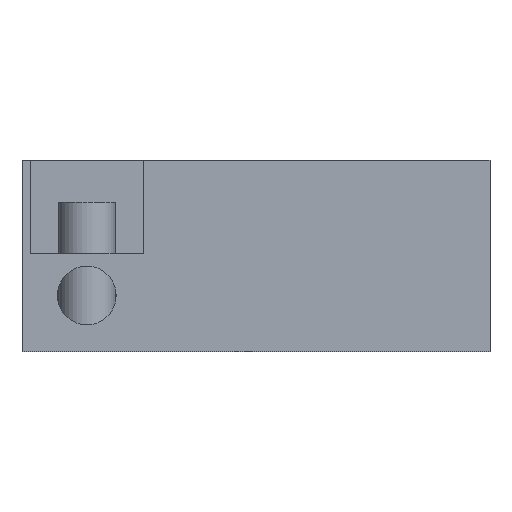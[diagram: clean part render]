
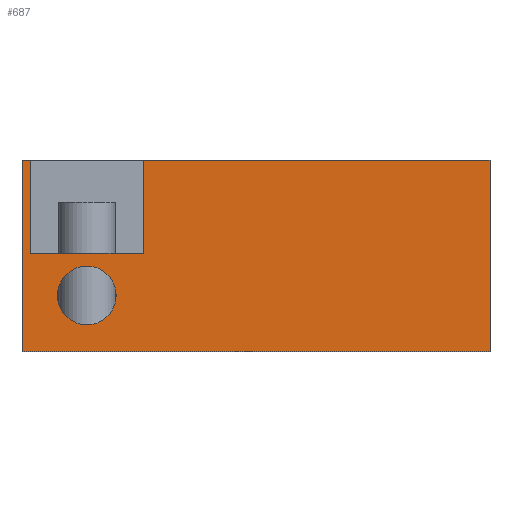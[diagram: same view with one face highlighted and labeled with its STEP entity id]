
A CAD part, front view. The second image highlights one B-rep face of the part: STEP entity #687.
In plain terms, the highlighted planar face has unit normal (0, -1, 0).
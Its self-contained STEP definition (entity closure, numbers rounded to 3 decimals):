
#114=CARTESIAN_POINT('',(1060.085,-302.833,26.676));
#115=VERTEX_POINT('',#114);
#122=CARTESIAN_POINT('',(1121.585,-302.833,26.676));
#123=VERTEX_POINT('',#122);
#124=CARTESIAN_POINT('',(1121.585,-302.833,26.676));
#125=DIRECTION('',(-1.,0.,-0.));
#126=VECTOR('',#125,61.5);
#127=LINE('',#124,#126);
#128=EDGE_CURVE('',#123,#115,#127,.T.);
#245=CARTESIAN_POINT('',(1040.085,-302.833,26.676));
#246=VERTEX_POINT('',#245);
#247=CARTESIAN_POINT('',(1040.085,-302.833,10.176));
#248=VERTEX_POINT('',#247);
#249=CARTESIAN_POINT('',(1040.085,-302.833,26.676));
#250=DIRECTION('',(0.,0.,-1.));
#251=VECTOR('',#250,16.5);
#252=LINE('',#249,#251);
#253=EDGE_CURVE('',#246,#248,#252,.T.);
#292=CARTESIAN_POINT('',(1060.085,-302.833,10.176));
#293=VERTEX_POINT('',#292);
#302=CARTESIAN_POINT('',(1060.085,-302.833,26.676));
#303=DIRECTION('',(0.,0.,-1.));
#304=VECTOR('',#303,16.5);
#305=LINE('',#302,#304);
#306=EDGE_CURVE('',#115,#293,#305,.T.);
#323=CARTESIAN_POINT('',(1038.585,-302.833,-7.324));
#324=VERTEX_POINT('',#323);
#333=CARTESIAN_POINT('',(1038.585,-302.833,26.676));
#334=VERTEX_POINT('',#333);
#335=CARTESIAN_POINT('',(1038.585,-302.833,26.676));
#336=DIRECTION('',(0.,0.,-1.));
#337=VECTOR('',#336,34.);
#338=LINE('',#335,#337);
#339=EDGE_CURVE('',#334,#324,#338,.T.);
#543=CARTESIAN_POINT('',(1121.585,-302.833,-7.324));
#544=VERTEX_POINT('',#543);
#553=CARTESIAN_POINT('',(1121.585,-302.833,26.676));
#554=DIRECTION('',(0.,0.,-1.));
#555=VECTOR('',#554,34.);
#556=LINE('',#553,#555);
#557=EDGE_CURVE('',#123,#544,#556,.T.);
#646=CARTESIAN_POINT('',(1115.835,-302.833,-4.824));
#647=DIRECTION('',(0.,-1.,-0.));
#648=DIRECTION('',(1.,-0.,0.));
#649=AXIS2_PLACEMENT_3D('',#646,#647,#648);
#650=PLANE('',#649);
#651=CARTESIAN_POINT('',(1055.285,-302.833,2.676));
#652=VERTEX_POINT('',#651);
#653=CARTESIAN_POINT('',(1050.085,-302.833,2.676));
#654=DIRECTION('',(0.,-1.,-0.));
#655=DIRECTION('',(1.,-0.,0.));
#656=AXIS2_PLACEMENT_3D('',#653,#654,#655);
#657=CIRCLE('',#656,5.2);
#658=EDGE_CURVE('',#652,#652,#657,.T.);
#659=ORIENTED_EDGE('',*,*,#658,.F.);
#660=EDGE_LOOP('',(#659));
#661=FACE_BOUND('',#660,.T.);
#662=CARTESIAN_POINT('',(1121.585,-302.833,-7.324));
#663=DIRECTION('',(-1.,0.,-0.));
#664=VECTOR('',#663,83.);
#665=LINE('',#662,#664);
#666=EDGE_CURVE('',#544,#324,#665,.T.);
#667=ORIENTED_EDGE('',*,*,#666,.F.);
#668=ORIENTED_EDGE('',*,*,#557,.F.);
#669=ORIENTED_EDGE('',*,*,#128,.T.);
#670=ORIENTED_EDGE('',*,*,#306,.T.);
#671=CARTESIAN_POINT('',(1060.085,-302.833,10.176));
#672=DIRECTION('',(-1.,0.,-0.));
#673=VECTOR('',#672,20.);
#674=LINE('',#671,#673);
#675=EDGE_CURVE('',#293,#248,#674,.T.);
#676=ORIENTED_EDGE('',*,*,#675,.T.);
#677=ORIENTED_EDGE('',*,*,#253,.F.);
#678=CARTESIAN_POINT('',(1040.085,-302.833,26.676));
#679=DIRECTION('',(-1.,0.,-0.));
#680=VECTOR('',#679,1.5);
#681=LINE('',#678,#680);
#682=EDGE_CURVE('',#246,#334,#681,.T.);
#683=ORIENTED_EDGE('',*,*,#682,.T.);
#684=ORIENTED_EDGE('',*,*,#339,.T.);
#685=EDGE_LOOP('',(#667,#668,#669,#670,#676,#677,#683,#684));
#686=FACE_BOUND('',#685,.T.);
#687=ADVANCED_FACE('',(#661,#686),#650,.T.);
